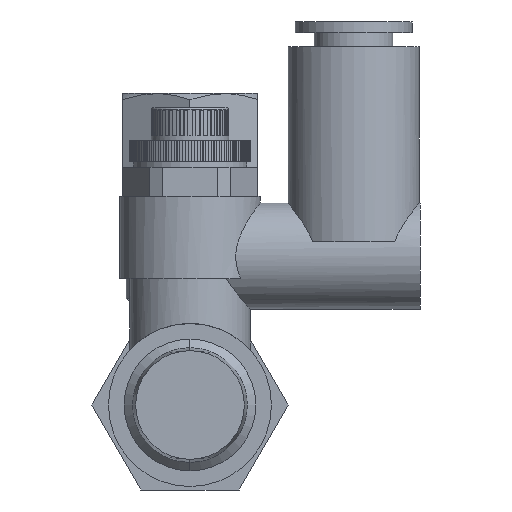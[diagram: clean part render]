
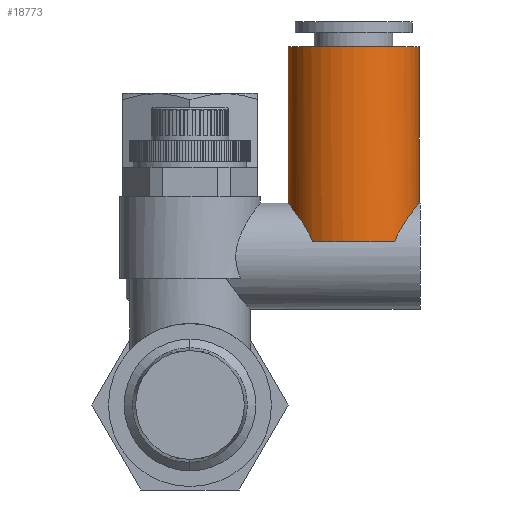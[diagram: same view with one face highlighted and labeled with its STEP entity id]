
A CAD part, front view. The second image highlights one B-rep face of the part: STEP entity #18773.
In plain terms, the highlighted cylindrical face has radius 9.25 mm (diameter 18.5 mm), a partial arc.
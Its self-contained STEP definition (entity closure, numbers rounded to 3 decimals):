
#772 = CARTESIAN_POINT ( 'NONE',  ( 30.353, 14.85, 25.831 ) ) ;
#833 = CARTESIAN_POINT ( 'NONE',  ( 32.35, 20.6, 28.5 ) ) ;
#1155 = CARTESIAN_POINT ( 'NONE',  ( 14.443, 17.318, 27.756 ) ) ;
#1233 = CARTESIAN_POINT ( 'NONE',  ( 17.3, 13.394, 23.08 ) ) ;
#1460 = B_SPLINE_CURVE_WITH_KNOTS ( 'NONE', 3,
 ( #5839, #16072, #19487, #9289, #21238, #10948, #772, #12701, #2462, #14421, #4211, #16152, #5906, #17881, #7644, #19571, #9349, #21315, #11028, #833 ),
 .UNSPECIFIED., .F., .F.,
 ( 4, 2, 2, 2, 2, 2, 2, 2, 2, 4 ),
 ( 0., 0.001, 0.003, 0.004, 0.005, 0.006, 0.008, 0.008, 0.009, 0.01 ),
 .UNSPECIFIED. ) ;
#1525 = CARTESIAN_POINT ( 'NONE',  ( 13.85, 20.6, 50.58 ) ) ;
#1927 = ORIENTED_EDGE ( 'NONE', *, *, #13163, .T. ) ;
#2130 = EDGE_CURVE ( 'NONE', #22048, #5753, #6721, .T. ) ;
#2462 = CARTESIAN_POINT ( 'NONE',  ( 30.928, 15.659, 26.656 ) ) ;
#2580 = VERTEX_POINT ( 'NONE', #13007 ) ;
#2611 = DIRECTION ( 'NONE',  ( -1., 0., 0. ) ) ;
#2802 = CARTESIAN_POINT ( 'NONE',  ( 13.85, 20.6, 28.5 ) ) ;
#2887 = CARTESIAN_POINT ( 'NONE',  ( 14.752, 16.612, 27.355 ) ) ;
#4211 = CARTESIAN_POINT ( 'NONE',  ( 31.456, 16.614, 27.366 ) ) ;
#4479 = ORIENTED_EDGE ( 'NONE', *, *, #11956, .F. ) ;
#4528 = CARTESIAN_POINT ( 'NONE',  ( 13.85, 20.165, 28.5 ) ) ;
#4605 = CARTESIAN_POINT ( 'NONE',  ( 15.005, 16.12, 27.018 ) ) ;
#4619 = EDGE_CURVE ( 'NONE', #22048, #13255, #18148, .T. ) ;
#4793 = VERTEX_POINT ( 'NONE', #10529 ) ;
#5753 = VERTEX_POINT ( 'NONE', #16822 ) ;
#5839 = CARTESIAN_POINT ( 'NONE',  ( 28.9, 13.394, 23.08 ) ) ;
#5873 = CYLINDRICAL_SURFACE ( 'NONE', #9440, 9.25 ) ;
#5906 = CARTESIAN_POINT ( 'NONE',  ( 31.891, 17.694, 27.927 ) ) ;
#6319 = CARTESIAN_POINT ( 'NONE',  ( 15.46, 15.375, 26.395 ) ) ;
#6468 = DIRECTION ( 'NONE',  ( 0., 0., 1. ) ) ;
#6721 = CIRCLE ( 'NONE', #8844, 9.25 ) ;
#7644 = CARTESIAN_POINT ( 'NONE',  ( 32.109, 18.491, 28.2 ) ) ;
#7751 = CIRCLE ( 'NONE', #14501, 9.25 ) ;
#7979 = CARTESIAN_POINT ( 'NONE',  ( 13.969, 19.104, 28.352 ) ) ;
#8044 = CARTESIAN_POINT ( 'NONE',  ( 16.047, 14.608, 25.527 ) ) ;
#8066 = CARTESIAN_POINT ( 'NONE',  ( 23.1, 20.6, 50.58 ) ) ;
#8342 = DIRECTION ( 'NONE',  ( 0., 0., -1. ) ) ;
#8534 = VERTEX_POINT ( 'NONE', #17731 ) ;
#8844 = AXIS2_PLACEMENT_3D ( 'NONE', #8066, #19992, #9765 ) ;
#9289 = CARTESIAN_POINT ( 'NONE',  ( 29.569, 13.984, 24.554 ) ) ;
#9349 = CARTESIAN_POINT ( 'NONE',  ( 32.231, 19.108, 28.353 ) ) ;
#9440 = AXIS2_PLACEMENT_3D ( 'NONE', #12774, #12835, #2611 ) ;
#9661 = CARTESIAN_POINT ( 'NONE',  ( 14.093, 18.485, 28.199 ) ) ;
#9747 = CARTESIAN_POINT ( 'NONE',  ( 16.629, 13.986, 24.558 ) ) ;
#9765 = DIRECTION ( 'NONE',  ( 1., 0., 0. ) ) ;
#10529 = CARTESIAN_POINT ( 'NONE',  ( 17.3, 13.394, 23.08 ) ) ;
#10948 = CARTESIAN_POINT ( 'NONE',  ( 30.153, 14.609, 25.528 ) ) ;
#11028 = CARTESIAN_POINT ( 'NONE',  ( 32.35, 20.164, 28.5 ) ) ;
#11367 = CARTESIAN_POINT ( 'NONE',  ( 14.31, 17.691, 27.926 ) ) ;
#11389 = ORIENTED_EDGE ( 'NONE', *, *, #15167, .T. ) ;
#11434 = CARTESIAN_POINT ( 'NONE',  ( 17.158, 13.508, 23.476 ) ) ;
#11956 = EDGE_CURVE ( 'NONE', #5753, #8534, #16673, .T. ) ;
#12070 = VECTOR ( 'NONE', #8342, 1000. ) ;
#12701 = CARTESIAN_POINT ( 'NONE',  ( 30.74, 15.375, 26.394 ) ) ;
#12774 = CARTESIAN_POINT ( 'NONE',  ( 23.1, 20.6, 50.58 ) ) ;
#12835 = DIRECTION ( 'NONE',  ( 0., 0., -1. ) ) ;
#12850 = ORIENTED_EDGE ( 'NONE', *, *, #2130, .F. ) ;
#13007 = CARTESIAN_POINT ( 'NONE',  ( 28.9, 13.394, 23.08 ) ) ;
#13090 = CARTESIAN_POINT ( 'NONE',  ( 14.671, 16.785, 27.46 ) ) ;
#13163 = EDGE_CURVE ( 'NONE', #4793, #2580, #7751, .T. ) ;
#13181 = EDGE_LOOP ( 'NONE', ( #4479, #12850, #20185, #11389, #1927, #14505 ) ) ;
#13255 = VERTEX_POINT ( 'NONE', #21927 ) ;
#13466 = DIRECTION ( 'NONE',  ( 0., 0., -1. ) ) ;
#14421 = CARTESIAN_POINT ( 'NONE',  ( 31.286, 16.278, 27.142 ) ) ;
#14501 = AXIS2_PLACEMENT_3D ( 'NONE', #16726, #6468, #18436 ) ;
#14505 = ORIENTED_EDGE ( 'NONE', *, *, #19991, .T. ) ;
#14834 = CARTESIAN_POINT ( 'NONE',  ( 14.919, 16.28, 27.134 ) ) ;
#14976 = FACE_OUTER_BOUND ( 'NONE', #13181, .T. ) ;
#15167 = EDGE_CURVE ( 'NONE', #13255, #4793, #19803, .T. ) ;
#16072 = CARTESIAN_POINT ( 'NONE',  ( 29.042, 13.509, 23.477 ) ) ;
#16152 = CARTESIAN_POINT ( 'NONE',  ( 31.758, 17.321, 27.758 ) ) ;
#16572 = CARTESIAN_POINT ( 'NONE',  ( 15.272, 15.659, 26.656 ) ) ;
#16673 = LINE ( 'NONE', #20270, #12070 ) ;
#16726 = CARTESIAN_POINT ( 'NONE',  ( 23.1, 20.6, 23.08 ) ) ;
#16822 = CARTESIAN_POINT ( 'NONE',  ( 32.35, 20.6, 50.58 ) ) ;
#17614 = VECTOR ( 'NONE', #13466, 1000. ) ;
#17731 = CARTESIAN_POINT ( 'NONE',  ( 32.35, 20.6, 28.5 ) ) ;
#17881 = CARTESIAN_POINT ( 'NONE',  ( 32.058, 18.287, 28.137 ) ) ;
#18148 = LINE ( 'NONE', #1525, #17614 ) ;
#18195 = CARTESIAN_POINT ( 'NONE',  ( 13.881, 19.734, 28.462 ) ) ;
#18276 = CARTESIAN_POINT ( 'NONE',  ( 15.847, 14.85, 25.83 ) ) ;
#18436 = DIRECTION ( 'NONE',  ( 1., 0., 0. ) ) ;
#18773 = ADVANCED_FACE ( 'NONE', ( #14976 ), #5873, .T. ) ;
#19487 = CARTESIAN_POINT ( 'NONE',  ( 29.21, 13.651, 23.848 ) ) ;
#19571 = CARTESIAN_POINT ( 'NONE',  ( 32.195, 18.901, 28.308 ) ) ;
#19803 = B_SPLINE_CURVE_WITH_KNOTS ( 'NONE', 3,
 ( #2802, #4528, #18195, #7979, #19896, #9661, #21641, #11367, #1155, #13090, #2887, #14834, #4605, #16572, #6319, #18276, #8044, #19977, #9747, #21711, #11434, #1233 ),
 .UNSPECIFIED., .F., .F.,
 ( 4, 2, 2, 2, 2, 2, 2, 2, 2, 2, 4 ),
 ( 0.01, 0.012, 0.012, 0.013, 0.014, 0.015, 0.015, 0.017, 0.018, 0.019, 0.021 ),
 .UNSPECIFIED. ) ;
#19896 = CARTESIAN_POINT ( 'NONE',  ( 14.006, 18.897, 28.307 ) ) ;
#19977 = CARTESIAN_POINT ( 'NONE',  ( 16.437, 14.177, 24.891 ) ) ;
#19991 = EDGE_CURVE ( 'NONE', #2580, #8534, #1460, .T. ) ;
#19992 = DIRECTION ( 'NONE',  ( 0., 0., 1. ) ) ;
#20074 = CARTESIAN_POINT ( 'NONE',  ( 13.85, 20.6, 50.58 ) ) ;
#20185 = ORIENTED_EDGE ( 'NONE', *, *, #4619, .T. ) ;
#20270 = CARTESIAN_POINT ( 'NONE',  ( 32.35, 20.6, 50.58 ) ) ;
#21238 = CARTESIAN_POINT ( 'NONE',  ( 29.761, 14.175, 24.888 ) ) ;
#21315 = CARTESIAN_POINT ( 'NONE',  ( 32.319, 19.737, 28.462 ) ) ;
#21641 = CARTESIAN_POINT ( 'NONE',  ( 14.143, 18.282, 28.136 ) ) ;
#21711 = CARTESIAN_POINT ( 'NONE',  ( 16.988, 13.652, 23.852 ) ) ;
#21927 = CARTESIAN_POINT ( 'NONE',  ( 13.85, 20.6, 28.5 ) ) ;
#22048 = VERTEX_POINT ( 'NONE', #20074 ) ;
